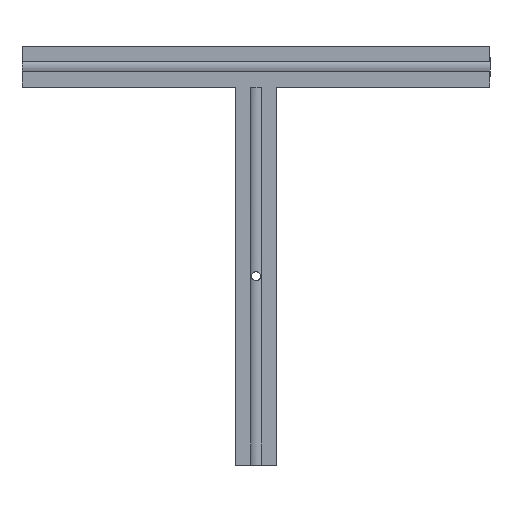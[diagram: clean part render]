
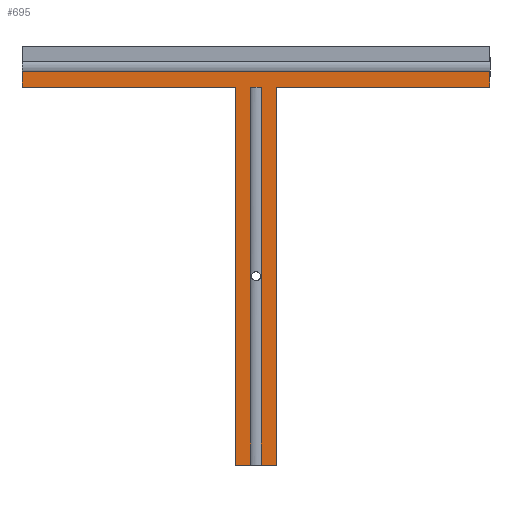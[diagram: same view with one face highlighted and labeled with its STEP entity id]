
A CAD part, top view. The second image highlights one B-rep face of the part: STEP entity #695.
In plain terms, the highlighted planar face has unit normal (0, 0, 1).
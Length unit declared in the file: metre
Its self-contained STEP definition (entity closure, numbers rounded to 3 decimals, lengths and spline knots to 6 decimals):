
#695 = ADVANCED_FACE( '', ( #1733 ), #1734, .T. );
#1733 = FACE_OUTER_BOUND( '', #3135, .T. );
#1734 = PLANE( '', #3136 );
#3135 = EDGE_LOOP( '', ( #5210, #5211, #5212, #5213, #5214, #5215, #5216, #5217, #5218, #5219, #5220, #5221 ) );
#3136 = AXIS2_PLACEMENT_3D( '', #5222, #5223, #5224 );
#5210 = ORIENTED_EDGE( '', *, *, #9229, .T. );
#5211 = ORIENTED_EDGE( '', *, *, #9230, .T. );
#5212 = ORIENTED_EDGE( '', *, *, #8642, .T. );
#5213 = ORIENTED_EDGE( '', *, *, #9231, .T. );
#5214 = ORIENTED_EDGE( '', *, *, #8932, .T. );
#5215 = ORIENTED_EDGE( '', *, *, #9025, .T. );
#5216 = ORIENTED_EDGE( '', *, *, #9232, .F. );
#5217 = ORIENTED_EDGE( '', *, *, #9233, .F. );
#5218 = ORIENTED_EDGE( '', *, *, #9234, .F. );
#5219 = ORIENTED_EDGE( '', *, *, #9235, .T. );
#5220 = ORIENTED_EDGE( '', *, *, #9236, .T. );
#5221 = ORIENTED_EDGE( '', *, *, #9237, .T. );
#5222 = CARTESIAN_POINT( '', ( -0.069703, -0.166387, 0.244639 ) );
#5223 = DIRECTION( '', ( 0., 0., 1. ) );
#5224 = DIRECTION( '', ( 1., 0., 0. ) );
#8642 = EDGE_CURVE( '', #10420, #10421, #10422, .T. );
#8932 = EDGE_CURVE( '', #10944, #10942, #10945, .T. );
#9025 = EDGE_CURVE( '', #10942, #11099, #11101, .T. );
#9229 = EDGE_CURVE( '', #11424, #11425, #11426, .T. );
#9230 = EDGE_CURVE( '', #11425, #10420, #11427, .T. );
#9231 = EDGE_CURVE( '', #10421, #10944, #11428, .T. );
#9232 = EDGE_CURVE( '', #11429, #11099, #11430, .T. );
#9233 = EDGE_CURVE( '', #11431, #11429, #11432, .T. );
#9234 = EDGE_CURVE( '', #11433, #11431, #11434, .T. );
#9235 = EDGE_CURVE( '', #11433, #11435, #11436, .T. );
#9236 = EDGE_CURVE( '', #11435, #11437, #11438, .T. );
#9237 = EDGE_CURVE( '', #11437, #11424, #11439, .T. );
#10420 = VERTEX_POINT( '', #13055 );
#10421 = VERTEX_POINT( '', #13056 );
#10422 = LINE( '', #13057, #13058 );
#10942 = VERTEX_POINT( '', #13924 );
#10944 = VERTEX_POINT( '', #13927 );
#10945 = LINE( '', #13928, #13929 );
#11099 = VERTEX_POINT( '', #14144 );
#11101 = LINE( '', #14147, #14148 );
#11424 = VERTEX_POINT( '', #14621 );
#11425 = VERTEX_POINT( '', #14622 );
#11426 = LINE( '', #14623, #14624 );
#11427 = LINE( '', #14625, #14626 );
#11428 = LINE( '', #14627, #14628 );
#11429 = VERTEX_POINT( '', #14629 );
#11430 = LINE( '', #14630, #14631 );
#11431 = VERTEX_POINT( '', #14632 );
#11432 = LINE( '', #14633, #14634 );
#11433 = VERTEX_POINT( '', #14635 );
#11434 = LINE( '', #14636, #14637 );
#11435 = VERTEX_POINT( '', #14638 );
#11436 = LINE( '', #14639, #14640 );
#11437 = VERTEX_POINT( '', #14641 );
#11438 = LINE( '', #14642, #14643 );
#11439 = LINE( '', #14644, #14645 );
#13055 = CARTESIAN_POINT( '', ( -0.064078, 0.096113, 0.244639 ) );
#13056 = CARTESIAN_POINT( '', ( -0.064078, -0.323887, 0.244639 ) );
#13057 = CARTESIAN_POINT( '', ( -0.064078, -0.245137, 0.244639 ) );
#13058 = VECTOR( '', #17061, 1. );
#13924 = CARTESIAN_POINT( '', ( -0.047203, 0.096113, 0.244639 ) );
#13927 = CARTESIAN_POINT( '', ( -0.047203, -0.323887, 0.244639 ) );
#13928 = CARTESIAN_POINT( '', ( -0.047203, -0.008887, 0.244639 ) );
#13929 = VECTOR( '', #17334, 1. );
#14144 = CARTESIAN_POINT( '', ( 0.190297, 0.096113, 0.244639 ) );
#14147 = CARTESIAN_POINT( '', ( 0.090297, 0.096113, 0.244639 ) );
#14148 = VECTOR( '', #17427, 1. );
#14621 = CARTESIAN_POINT( '', ( -0.075328, -0.323887, 0.244639 ) );
#14622 = CARTESIAN_POINT( '', ( -0.075328, 0.096113, 0.244639 ) );
#14623 = CARTESIAN_POINT( '', ( -0.075328, -0.245137, 0.244639 ) );
#14624 = VECTOR( '', #17605, 1. );
#14625 = CARTESIAN_POINT( '', ( 0.090297, 0.096113, 0.244639 ) );
#14626 = VECTOR( '', #17606, 1. );
#14627 = CARTESIAN_POINT( '', ( -0.047203, -0.323887, 0.244639 ) );
#14628 = VECTOR( '', #17607, 1. );
#14629 = CARTESIAN_POINT( '', ( 0.190297, 0.112988, 0.244639 ) );
#14630 = CARTESIAN_POINT( '', ( 0.190297, 0.141113, 0.244639 ) );
#14631 = VECTOR( '', #17608, 1. );
#14632 = CARTESIAN_POINT( '', ( -0.329703, 0.112988, 0.244639 ) );
#14633 = CARTESIAN_POINT( '', ( 0.090297, 0.112988, 0.244639 ) );
#14634 = VECTOR( '', #17609, 1. );
#14635 = CARTESIAN_POINT( '', ( -0.329703, 0.096113, 0.244639 ) );
#14636 = CARTESIAN_POINT( '', ( -0.329703, 0.096113, 0.244639 ) );
#14637 = VECTOR( '', #17610, 1. );
#14638 = CARTESIAN_POINT( '', ( -0.092203, 0.096113, 0.244639 ) );
#14639 = CARTESIAN_POINT( '', ( 0.090297, 0.096113, 0.244639 ) );
#14640 = VECTOR( '', #17611, 1. );
#14641 = CARTESIAN_POINT( '', ( -0.092203, -0.323887, 0.244639 ) );
#14642 = CARTESIAN_POINT( '', ( -0.092203, -0.323887, 0.244639 ) );
#14643 = VECTOR( '', #17612, 1. );
#14644 = CARTESIAN_POINT( '', ( -0.047203, -0.323887, 0.244639 ) );
#14645 = VECTOR( '', #17613, 1. );
#17061 = DIRECTION( '', ( 0., -1., 0. ) );
#17334 = DIRECTION( '', ( 0., 1., 0. ) );
#17427 = DIRECTION( '', ( 1., 0., 0. ) );
#17605 = DIRECTION( '', ( 0., 1., 0. ) );
#17606 = DIRECTION( '', ( 1., 0., 0. ) );
#17607 = DIRECTION( '', ( 1., 0., 0. ) );
#17608 = DIRECTION( '', ( 0., -1., 0. ) );
#17609 = DIRECTION( '', ( 1., 0., 0. ) );
#17610 = DIRECTION( '', ( 0., 1., 0. ) );
#17611 = DIRECTION( '', ( 1., 0., 0. ) );
#17612 = DIRECTION( '', ( 0., -1., 0. ) );
#17613 = DIRECTION( '', ( 1., 0., 0. ) );
